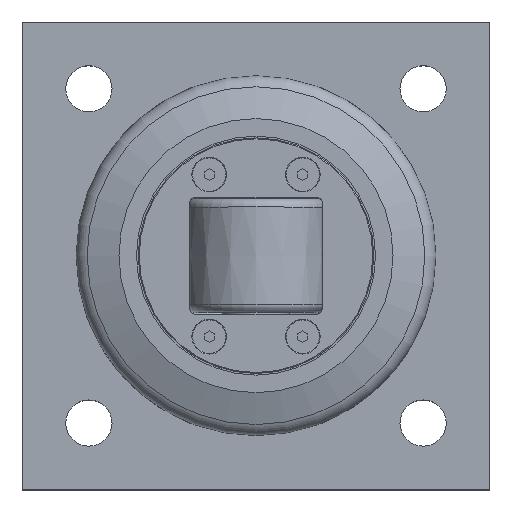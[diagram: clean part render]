
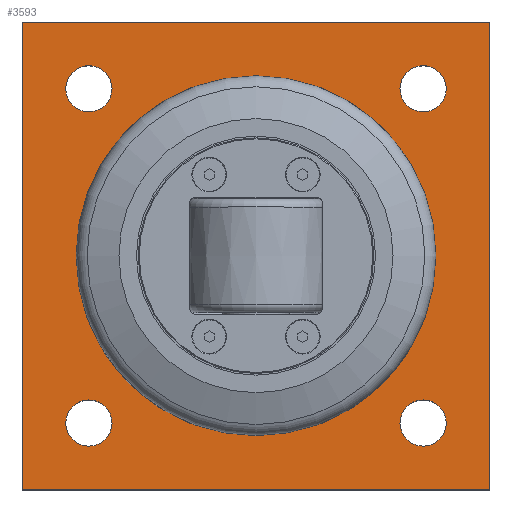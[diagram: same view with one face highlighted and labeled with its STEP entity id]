
A CAD part, top view. The second image highlights one B-rep face of the part: STEP entity #3593.
In plain terms, the highlighted planar face has unit normal (0, 0, 1).
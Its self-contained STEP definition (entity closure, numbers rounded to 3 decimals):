
#304=LINE('',#7034,#497);
#308=LINE('',#7042,#501);
#311=LINE('',#7048,#504);
#314=LINE('',#7053,#507);
#497=VECTOR('',#4955,10.);
#501=VECTOR('',#4961,10.);
#504=VECTOR('',#4966,10.);
#507=VECTOR('',#4971,10.);
#617=FACE_BOUND('',#1085,.T.);
#618=FACE_BOUND('',#1086,.T.);
#619=FACE_BOUND('',#1087,.T.);
#620=FACE_BOUND('',#1088,.T.);
#621=FACE_BOUND('',#1089,.T.);
#695=PLANE('',#4002);
#863=FACE_OUTER_BOUND('',#1084,.T.);
#1084=EDGE_LOOP('',(#3162,#3163,#3164,#3165));
#1085=EDGE_LOOP('',(#3166));
#1086=EDGE_LOOP('',(#3167,#3168));
#1087=EDGE_LOOP('',(#3169,#3170));
#1088=EDGE_LOOP('',(#3171,#3172));
#1089=EDGE_LOOP('',(#3173,#3174));
#1293=CIRCLE('',#3970,35.);
#1300=CIRCLE('',#3981,6.918);
#1301=CIRCLE('',#3982,6.918);
#1303=CIRCLE('',#3985,6.918);
#1304=CIRCLE('',#3986,6.918);
#1306=CIRCLE('',#3989,6.918);
#1307=CIRCLE('',#3990,6.918);
#1309=CIRCLE('',#3993,6.918);
#1310=CIRCLE('',#3994,6.918);
#1648=VERTEX_POINT('',#6979);
#1655=VERTEX_POINT('',#7000);
#1656=VERTEX_POINT('',#7001);
#1658=VERTEX_POINT('',#7008);
#1659=VERTEX_POINT('',#7009);
#1661=VERTEX_POINT('',#7016);
#1662=VERTEX_POINT('',#7017);
#1664=VERTEX_POINT('',#7024);
#1665=VERTEX_POINT('',#7025);
#1667=VERTEX_POINT('',#7032);
#1668=VERTEX_POINT('',#7033);
#1671=VERTEX_POINT('',#7041);
#1673=VERTEX_POINT('',#7047);
#2143=EDGE_CURVE('',#1648,#1648,#1293,.T.);
#2152=EDGE_CURVE('',#1655,#1656,#1300,.T.);
#2153=EDGE_CURVE('',#1656,#1655,#1301,.T.);
#2156=EDGE_CURVE('',#1658,#1659,#1303,.T.);
#2157=EDGE_CURVE('',#1659,#1658,#1304,.T.);
#2160=EDGE_CURVE('',#1661,#1662,#1306,.T.);
#2161=EDGE_CURVE('',#1662,#1661,#1307,.T.);
#2164=EDGE_CURVE('',#1664,#1665,#1309,.T.);
#2165=EDGE_CURVE('',#1665,#1664,#1310,.T.);
#2168=EDGE_CURVE('',#1667,#1668,#304,.T.);
#2172=EDGE_CURVE('',#1668,#1671,#308,.T.);
#2175=EDGE_CURVE('',#1671,#1673,#311,.T.);
#2178=EDGE_CURVE('',#1673,#1667,#314,.T.);
#3162=ORIENTED_EDGE('',*,*,#2168,.F.);
#3163=ORIENTED_EDGE('',*,*,#2178,.F.);
#3164=ORIENTED_EDGE('',*,*,#2175,.F.);
#3165=ORIENTED_EDGE('',*,*,#2172,.F.);
#3166=ORIENTED_EDGE('',*,*,#2143,.T.);
#3167=ORIENTED_EDGE('',*,*,#2152,.T.);
#3168=ORIENTED_EDGE('',*,*,#2153,.T.);
#3169=ORIENTED_EDGE('',*,*,#2156,.T.);
#3170=ORIENTED_EDGE('',*,*,#2157,.T.);
#3171=ORIENTED_EDGE('',*,*,#2160,.T.);
#3172=ORIENTED_EDGE('',*,*,#2161,.T.);
#3173=ORIENTED_EDGE('',*,*,#2164,.T.);
#3174=ORIENTED_EDGE('',*,*,#2165,.T.);
#3593=ADVANCED_FACE('',(#863,#617,#618,#619,#620,#621),#695,.T.);
#3970=AXIS2_PLACEMENT_3D('',#6981,#4895,#4896);
#3981=AXIS2_PLACEMENT_3D('',#7002,#4919,#4920);
#3982=AXIS2_PLACEMENT_3D('',#7003,#4921,#4922);
#3985=AXIS2_PLACEMENT_3D('',#7010,#4928,#4929);
#3986=AXIS2_PLACEMENT_3D('',#7011,#4930,#4931);
#3989=AXIS2_PLACEMENT_3D('',#7018,#4937,#4938);
#3990=AXIS2_PLACEMENT_3D('',#7019,#4939,#4940);
#3993=AXIS2_PLACEMENT_3D('',#7026,#4946,#4947);
#3994=AXIS2_PLACEMENT_3D('',#7027,#4948,#4949);
#4002=AXIS2_PLACEMENT_3D('',#7058,#4977,#4978);
#4895=DIRECTION('center_axis',(0.,0.,-1.));
#4896=DIRECTION('ref_axis',(0.,-1.,0.));
#4919=DIRECTION('center_axis',(0.,0.,-1.));
#4920=DIRECTION('ref_axis',(1.,0.,0.));
#4921=DIRECTION('center_axis',(0.,0.,-1.));
#4922=DIRECTION('ref_axis',(1.,0.,0.));
#4928=DIRECTION('center_axis',(0.,0.,-1.));
#4929=DIRECTION('ref_axis',(1.,0.,0.));
#4930=DIRECTION('center_axis',(0.,0.,-1.));
#4931=DIRECTION('ref_axis',(1.,0.,0.));
#4937=DIRECTION('center_axis',(0.,0.,-1.));
#4938=DIRECTION('ref_axis',(1.,0.,0.));
#4939=DIRECTION('center_axis',(0.,0.,-1.));
#4940=DIRECTION('ref_axis',(1.,0.,0.));
#4946=DIRECTION('center_axis',(0.,0.,-1.));
#4947=DIRECTION('ref_axis',(1.,0.,0.));
#4948=DIRECTION('center_axis',(0.,0.,-1.));
#4949=DIRECTION('ref_axis',(1.,0.,0.));
#4955=DIRECTION('',(0.,1.,0.));
#4961=DIRECTION('',(1.,0.,0.));
#4966=DIRECTION('',(0.,-1.,0.));
#4971=DIRECTION('',(-1.,0.,0.));
#4977=DIRECTION('center_axis',(0.,0.,1.));
#4978=DIRECTION('ref_axis',(1.,0.,0.));
#6979=CARTESIAN_POINT('',(70.,105.,20.));
#6981=CARTESIAN_POINT('Origin',(70.,70.,20.));
#7000=CARTESIAN_POINT('',(26.917,20.,20.));
#7001=CARTESIAN_POINT('',(13.082,20.,20.));
#7002=CARTESIAN_POINT('Origin',(20.,20.,20.));
#7003=CARTESIAN_POINT('Origin',(20.,20.,20.));
#7008=CARTESIAN_POINT('',(126.918,20.,20.));
#7009=CARTESIAN_POINT('',(113.083,20.,20.));
#7010=CARTESIAN_POINT('Origin',(120.,20.,20.));
#7011=CARTESIAN_POINT('Origin',(120.,20.,20.));
#7016=CARTESIAN_POINT('',(126.918,120.,20.));
#7017=CARTESIAN_POINT('',(113.083,120.,20.));
#7018=CARTESIAN_POINT('Origin',(120.,120.,20.));
#7019=CARTESIAN_POINT('Origin',(120.,120.,20.));
#7024=CARTESIAN_POINT('',(26.917,120.,20.));
#7025=CARTESIAN_POINT('',(13.082,120.,20.));
#7026=CARTESIAN_POINT('Origin',(20.,120.,20.));
#7027=CARTESIAN_POINT('Origin',(20.,120.,20.));
#7032=CARTESIAN_POINT('',(0.,0.,20.));
#7033=CARTESIAN_POINT('',(0.,140.,20.));
#7034=CARTESIAN_POINT('',(0.,140.,20.));
#7041=CARTESIAN_POINT('',(140.,140.,20.));
#7042=CARTESIAN_POINT('',(140.,140.,20.));
#7047=CARTESIAN_POINT('',(140.,0.,20.));
#7048=CARTESIAN_POINT('',(140.,0.,20.));
#7053=CARTESIAN_POINT('',(0.,0.,20.));
#7058=CARTESIAN_POINT('Origin',(70.,70.,20.));
